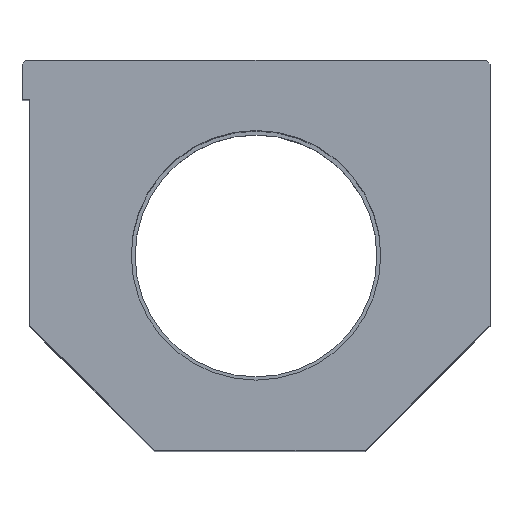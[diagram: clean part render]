
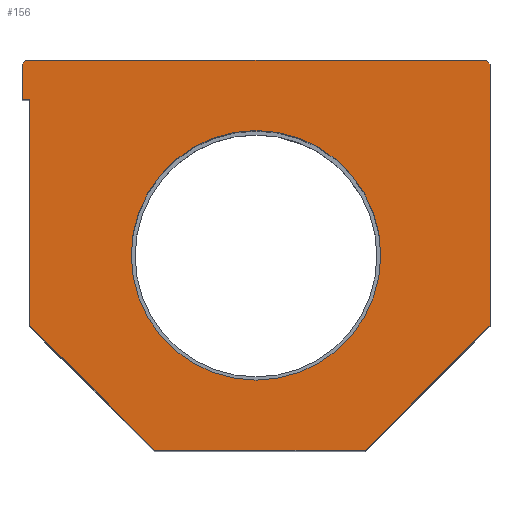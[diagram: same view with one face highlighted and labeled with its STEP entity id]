
A CAD part, top view. The second image highlights one B-rep face of the part: STEP entity #156.
In plain terms, the highlighted planar face has unit normal (0, 0, 1).
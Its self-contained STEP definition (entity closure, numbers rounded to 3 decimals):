
#156 = ADVANCED_FACE( '', ( #342, #343 ), #344, .T. );
#342 = FACE_BOUND( '', #531, .T. );
#343 = FACE_OUTER_BOUND( '', #532, .T. );
#344 = PLANE( '', #533 );
#531 = EDGE_LOOP( '', ( #1140, #1141 ) );
#532 = EDGE_LOOP( '', ( #1142, #1143, #1144, #1145, #1146, #1147, #1148, #1149, #1150, #1151 ) );
#533 = AXIS2_PLACEMENT_3D( '', #1152, #1153, #1154 );
#1140 = ORIENTED_EDGE( '', *, *, #1339, .T. );
#1141 = ORIENTED_EDGE( '', *, *, #1171, .T. );
#1142 = ORIENTED_EDGE( '', *, *, #1340, .F. );
#1143 = ORIENTED_EDGE( '', *, *, #1360, .F. );
#1144 = ORIENTED_EDGE( '', *, *, #1357, .F. );
#1145 = ORIENTED_EDGE( '', *, *, #1354, .F. );
#1146 = ORIENTED_EDGE( '', *, *, #1323, .F. );
#1147 = ORIENTED_EDGE( '', *, *, #1352, .F. );
#1148 = ORIENTED_EDGE( '', *, *, #1315, .F. );
#1149 = ORIENTED_EDGE( '', *, *, #1350, .F. );
#1150 = ORIENTED_EDGE( '', *, *, #1347, .F. );
#1151 = ORIENTED_EDGE( '', *, *, #1344, .F. );
#1152 = CARTESIAN_POINT( '', ( 0., 0., 104. ) );
#1153 = DIRECTION( '', ( 0., 0., 1. ) );
#1154 = DIRECTION( '', ( 1., 0., 0. ) );
#1171 = EDGE_CURVE( '', #1365, #1362, #1366, .T. );
#1315 = EDGE_CURVE( '', #1608, #1610, #1611, .T. );
#1323 = EDGE_CURVE( '', #1622, #1624, #1625, .T. );
#1339 = EDGE_CURVE( '', #1362, #1365, #1641, .T. );
#1340 = EDGE_CURVE( '', #1642, #1643, #1644, .T. );
#1344 = EDGE_CURVE( '', #1643, #1650, #1651, .T. );
#1347 = EDGE_CURVE( '', #1650, #1655, #1656, .T. );
#1350 = EDGE_CURVE( '', #1655, #1608, #1660, .T. );
#1352 = EDGE_CURVE( '', #1610, #1622, #1662, .T. );
#1354 = EDGE_CURVE( '', #1624, #1664, #1665, .T. );
#1357 = EDGE_CURVE( '', #1664, #1669, #1670, .T. );
#1360 = EDGE_CURVE( '', #1669, #1642, #1674, .T. );
#1362 = VERTEX_POINT( '', #1676 );
#1365 = VERTEX_POINT( '', #1680 );
#1366 = CIRCLE( '', #1681, 16. );
#1608 = VERTEX_POINT( '', #2056 );
#1610 = VERTEX_POINT( '', #2059 );
#1611 = LINE( '', #2060, #2061 );
#1622 = VERTEX_POINT( '', #2078 );
#1624 = VERTEX_POINT( '', #2081 );
#1625 = LINE( '', #2082, #2083 );
#1641 = CIRCLE( '', #2101, 16. );
#1642 = VERTEX_POINT( '', #2102 );
#1643 = VERTEX_POINT( '', #2103 );
#1644 = LINE( '', #2104, #2105 );
#1650 = VERTEX_POINT( '', #2114 );
#1651 = LINE( '', #2115, #2116 );
#1655 = VERTEX_POINT( '', #2122 );
#1656 = LINE( '', #2123, #2124 );
#1660 = LINE( '', #2130, #2131 );
#1662 = LINE( '', #2134, #2135 );
#1664 = VERTEX_POINT( '', #2138 );
#1665 = LINE( '', #2139, #2140 );
#1669 = VERTEX_POINT( '', #2146 );
#1670 = LINE( '', #2147, #2148 );
#1674 = LINE( '', #2154, #2155 );
#1676 = CARTESIAN_POINT( '', ( 0., 41., 104. ) );
#1680 = CARTESIAN_POINT( '', ( 0., 9., 104. ) );
#1681 = AXIS2_PLACEMENT_3D( '', #2159, #2160, #2161 );
#2056 = CARTESIAN_POINT( '', ( 30., 16., 104. ) );
#2059 = CARTESIAN_POINT( '', ( 14., 0., 104. ) );
#2060 = CARTESIAN_POINT( '', ( 14., 0., 104. ) );
#2061 = VECTOR( '', #2441, 1. );
#2078 = CARTESIAN_POINT( '', ( -13., 0., 104. ) );
#2081 = CARTESIAN_POINT( '', ( -29., 16., 104. ) );
#2082 = CARTESIAN_POINT( '', ( -29., 16., 104. ) );
#2083 = VECTOR( '', #2449, 1. );
#2101 = AXIS2_PLACEMENT_3D( '', #2491, #2492, #2493 );
#2102 = CARTESIAN_POINT( '', ( -30., 49.5, 104. ) );
#2103 = CARTESIAN_POINT( '', ( -29.5, 50., 104. ) );
#2104 = CARTESIAN_POINT( '', ( -29.5, 50., 104. ) );
#2105 = VECTOR( '', #2494, 1. );
#2114 = CARTESIAN_POINT( '', ( 29.5, 50., 104. ) );
#2115 = CARTESIAN_POINT( '', ( 29.5, 50., 104. ) );
#2116 = VECTOR( '', #2498, 1. );
#2122 = CARTESIAN_POINT( '', ( 30., 49.5, 104. ) );
#2123 = CARTESIAN_POINT( '', ( 30., 49.5, 104. ) );
#2124 = VECTOR( '', #2501, 1. );
#2130 = CARTESIAN_POINT( '', ( 30., 16., 104. ) );
#2131 = VECTOR( '', #2504, 1. );
#2134 = CARTESIAN_POINT( '', ( -13., 0., 104. ) );
#2135 = VECTOR( '', #2506, 1. );
#2138 = CARTESIAN_POINT( '', ( -29., 45., 104. ) );
#2139 = CARTESIAN_POINT( '', ( -29., 45., 104. ) );
#2140 = VECTOR( '', #2508, 1. );
#2146 = CARTESIAN_POINT( '', ( -30., 45., 104. ) );
#2147 = CARTESIAN_POINT( '', ( -30., 45., 104. ) );
#2148 = VECTOR( '', #2511, 1. );
#2154 = CARTESIAN_POINT( '', ( -30., 49.5, 104. ) );
#2155 = VECTOR( '', #2514, 1. );
#2159 = CARTESIAN_POINT( '', ( 0., 25., 104. ) );
#2160 = DIRECTION( '', ( 0., 0., -1. ) );
#2161 = DIRECTION( '', ( 0., 1., 0. ) );
#2441 = DIRECTION( '', ( -0.707, -0.707, 0. ) );
#2449 = DIRECTION( '', ( -0.707, 0.707, 0. ) );
#2491 = CARTESIAN_POINT( '', ( 0., 25., 104. ) );
#2492 = DIRECTION( '', ( 0., 0., -1. ) );
#2493 = DIRECTION( '', ( 0., 1., 0. ) );
#2494 = DIRECTION( '', ( 0.707, 0.707, 0. ) );
#2498 = DIRECTION( '', ( 1., 0., 0. ) );
#2501 = DIRECTION( '', ( 0.707, -0.707, 0. ) );
#2504 = DIRECTION( '', ( 0., -1., 0. ) );
#2506 = DIRECTION( '', ( -1., 0., 0. ) );
#2508 = DIRECTION( '', ( 0., 1., 0. ) );
#2511 = DIRECTION( '', ( -1., 0., 0. ) );
#2514 = DIRECTION( '', ( 0., 1., 0. ) );
